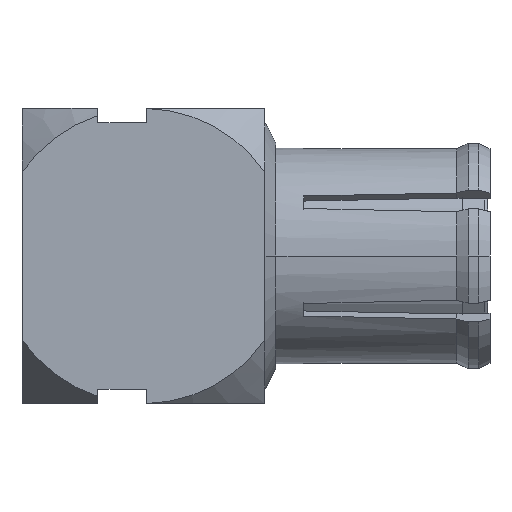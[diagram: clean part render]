
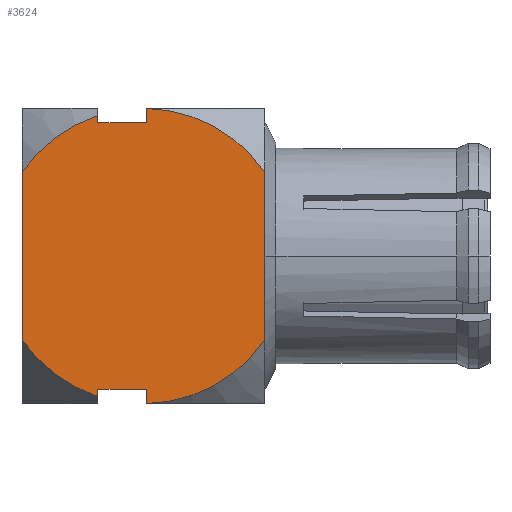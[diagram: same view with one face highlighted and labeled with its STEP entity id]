
A CAD part, left-side view. The second image highlights one B-rep face of the part: STEP entity #3624.
In plain terms, the highlighted planar face has unit normal (-1, 0, 0).
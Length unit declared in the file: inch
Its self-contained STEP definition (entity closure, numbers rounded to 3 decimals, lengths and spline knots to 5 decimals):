
#121 = DIRECTION ( 'NONE',  ( 0., 0., -1. ) ) ;
#232 = VERTEX_POINT ( 'NONE', #3396 ) ;
#276 = ORIENTED_EDGE ( 'NONE', *, *, #4397, .T. ) ;
#349 = CARTESIAN_POINT ( 'NONE',  ( -0.1056, 0.0813, 0.102 ) ) ;
#350 = LINE ( 'NONE', #3179, #767 ) ;
#600 = CARTESIAN_POINT ( 'NONE',  ( -0.1056, 0.2493, 0.102 ) ) ;
#646 = DIRECTION ( 'NONE',  ( 0., 1., 0. ) ) ;
#705 = DIRECTION ( 'NONE',  ( 1., 0., 0. ) ) ;
#719 = VERTEX_POINT ( 'NONE', #2124 ) ;
#759 = CIRCLE ( 'NONE', #4608, 0.102 ) ;
#767 = VECTOR ( 'NONE', #2136, 39.37008 ) ;
#807 = DIRECTION ( 'NONE',  ( 0., -1., 0. ) ) ;
#829 = DIRECTION ( 'NONE',  ( 1., 0., 0. ) ) ;
#832 = VERTEX_POINT ( 'NONE', #4276 ) ;
#853 = EDGE_CURVE ( 'NONE', #4509, #2502, #3829, .T. ) ;
#863 = EDGE_CURVE ( 'NONE', #3529, #3095, #2095, .T. ) ;
#1103 = CARTESIAN_POINT ( 'NONE',  ( -0.10559, 0.1634, 0.10199 ) ) ;
#1143 = EDGE_CURVE ( 'NONE', #4551, #3949, #3481, .T. ) ;
#1209 = DIRECTION ( 'NONE',  ( 1., 0., 0. ) ) ;
#1286 = DIRECTION ( 'NONE',  ( 0., 0., 1. ) ) ;
#1323 = EDGE_CURVE ( 'NONE', #719, #832, #2415, .T. ) ;
#1344 = VECTOR ( 'NONE', #4254, 39.37008 ) ;
#1400 = DIRECTION ( 'NONE',  ( 0., 0., -1. ) ) ;
#1514 = PLANE ( 'NONE',  #1519 ) ;
#1519 = AXIS2_PLACEMENT_3D ( 'NONE', #4319, #705, #3655 ) ;
#1539 = VERTEX_POINT ( 'NONE', #1103 ) ;
#1546 = CARTESIAN_POINT ( 'NONE',  ( -0.1056, 0.0813, -0.092 ) ) ;
#1555 = ORIENTED_EDGE ( 'NONE', *, *, #3222, .T. ) ;
#1708 = DIRECTION ( 'NONE',  ( 0., 0., 1. ) ) ;
#1741 = CIRCLE ( 'NONE', #2499, 0.102 ) ;
#1807 = EDGE_CURVE ( 'NONE', #232, #3529, #2078, .T. ) ;
#1919 = CARTESIAN_POINT ( 'NONE',  ( -0.1056, 0.2493, -0.05786 ) ) ;
#1920 = CARTESIAN_POINT ( 'NONE',  ( -0.1056, 0.2493, 0.05786 ) ) ;
#1968 = ORIENTED_EDGE ( 'NONE', *, *, #1143, .F. ) ;
#1973 = DIRECTION ( 'NONE',  ( 0., 0., -1. ) ) ;
#2008 = ORIENTED_EDGE ( 'NONE', *, *, #4048, .F. ) ;
#2030 = ORIENTED_EDGE ( 'NONE', *, *, #853, .T. ) ;
#2078 = LINE ( 'NONE', #2819, #4673 ) ;
#2095 = LINE ( 'NONE', #4621, #1344 ) ;
#2124 = CARTESIAN_POINT ( 'NONE',  ( -0.1056, 0.0813, -0.05786 ) ) ;
#2136 = DIRECTION ( 'NONE',  ( 0., 0., -1. ) ) ;
#2174 = ORIENTED_EDGE ( 'NONE', *, *, #2917, .T. ) ;
#2215 = FACE_OUTER_BOUND ( 'NONE', #2582, .T. ) ;
#2294 = ORIENTED_EDGE ( 'NONE', *, *, #3539, .F. ) ;
#2333 = CARTESIAN_POINT ( 'NONE',  ( -0.1056, 0.1634, 0.102 ) ) ;
#2389 = EDGE_CURVE ( 'NONE', #3566, #719, #3885, .T. ) ;
#2415 = CIRCLE ( 'NONE', #3311, 0.102 ) ;
#2492 = CARTESIAN_POINT ( 'NONE',  ( -0.1056, 0.1968, 0.102 ) ) ;
#2499 = AXIS2_PLACEMENT_3D ( 'NONE', #4439, #1209, #1973 ) ;
#2502 = VERTEX_POINT ( 'NONE', #1919 ) ;
#2582 = EDGE_LOOP ( 'NONE', ( #1968, #2174, #2008, #3853, #2593, #4549, #276, #2765, #3450, #1555, #2030, #2294 ) ) ;
#2593 = ORIENTED_EDGE ( 'NONE', *, *, #2389, .F. ) ;
#2656 = LINE ( 'NONE', #2333, #3092 ) ;
#2765 = ORIENTED_EDGE ( 'NONE', *, *, #1807, .T. ) ;
#2778 = VECTOR ( 'NONE', #4636, 39.37008 ) ;
#2794 = DIRECTION ( 'NONE',  ( -1., 0., 0. ) ) ;
#2819 = CARTESIAN_POINT ( 'NONE',  ( -0.1056, 0.0813, 0.092 ) ) ;
#2917 = EDGE_CURVE ( 'NONE', #4551, #3571, #4036, .T. ) ;
#2925 = VECTOR ( 'NONE', #3221, 39.37008 ) ;
#3092 = VECTOR ( 'NONE', #1286, 39.37008 ) ;
#3095 = VERTEX_POINT ( 'NONE', #4446 ) ;
#3179 = CARTESIAN_POINT ( 'NONE',  ( -0.1056, 0.1634, 0.102 ) ) ;
#3188 = CARTESIAN_POINT ( 'NONE',  ( -0.1056, 0.1653, 0. ) ) ;
#3221 = DIRECTION ( 'NONE',  ( 0., 0., -1. ) ) ;
#3222 = EDGE_CURVE ( 'NONE', #3095, #4509, #4063, .T. ) ;
#3274 = CARTESIAN_POINT ( 'NONE',  ( -0.1056, 0.1968, -0.092 ) ) ;
#3311 = AXIS2_PLACEMENT_3D ( 'NONE', #3751, #829, #121 ) ;
#3374 = VECTOR ( 'NONE', #4592, 39.37008 ) ;
#3391 = EDGE_CURVE ( 'NONE', #1539, #3566, #1741, .T. ) ;
#3396 = CARTESIAN_POINT ( 'NONE',  ( -0.1056, 0.1634, 0.092 ) ) ;
#3450 = ORIENTED_EDGE ( 'NONE', *, *, #863, .T. ) ;
#3481 = LINE ( 'NONE', #2492, #2778 ) ;
#3499 = CARTESIAN_POINT ( 'NONE',  ( -0.1056, 0.1653, 0. ) ) ;
#3529 = VERTEX_POINT ( 'NONE', #4631 ) ;
#3539 = EDGE_CURVE ( 'NONE', #3949, #2502, #759, .T. ) ;
#3566 = VERTEX_POINT ( 'NONE', #4195 ) ;
#3571 = VERTEX_POINT ( 'NONE', #4563 ) ;
#3624 = ADVANCED_FACE ( 'NONE', ( #2215 ), #1514, .F. ) ;
#3655 = DIRECTION ( 'NONE',  ( 0., 0., -1. ) ) ;
#3751 = CARTESIAN_POINT ( 'NONE',  ( -0.1056, 0.1653, 0. ) ) ;
#3829 = LINE ( 'NONE', #600, #3374 ) ;
#3853 = ORIENTED_EDGE ( 'NONE', *, *, #1323, .F. ) ;
#3885 = LINE ( 'NONE', #349, #2925 ) ;
#3949 = VERTEX_POINT ( 'NONE', #4066 ) ;
#3984 = VECTOR ( 'NONE', #807, 39.37008 ) ;
#4036 = LINE ( 'NONE', #1546, #3984 ) ;
#4048 = EDGE_CURVE ( 'NONE', #832, #3571, #2656, .T. ) ;
#4063 = CIRCLE ( 'NONE', #4374, 0.102 ) ;
#4066 = CARTESIAN_POINT ( 'NONE',  ( -0.1056, 0.1968, -0.09701 ) ) ;
#4195 = CARTESIAN_POINT ( 'NONE',  ( -0.1056, 0.0813, 0.05786 ) ) ;
#4244 = DIRECTION ( 'NONE',  ( 1., 0., 0. ) ) ;
#4254 = DIRECTION ( 'NONE',  ( 0., 0., 1. ) ) ;
#4276 = CARTESIAN_POINT ( 'NONE',  ( -0.10559, 0.1634, -0.10199 ) ) ;
#4319 = CARTESIAN_POINT ( 'NONE',  ( -0.1056, 0.0813, 0.102 ) ) ;
#4374 = AXIS2_PLACEMENT_3D ( 'NONE', #3188, #2794, #1708 ) ;
#4397 = EDGE_CURVE ( 'NONE', #1539, #232, #350, .T. ) ;
#4439 = CARTESIAN_POINT ( 'NONE',  ( -0.1056, 0.1653, 0. ) ) ;
#4446 = CARTESIAN_POINT ( 'NONE',  ( -0.1056, 0.1968, 0.09701 ) ) ;
#4509 = VERTEX_POINT ( 'NONE', #1920 ) ;
#4549 = ORIENTED_EDGE ( 'NONE', *, *, #3391, .F. ) ;
#4551 = VERTEX_POINT ( 'NONE', #3274 ) ;
#4563 = CARTESIAN_POINT ( 'NONE',  ( -0.1056, 0.1634, -0.092 ) ) ;
#4592 = DIRECTION ( 'NONE',  ( 0., 0., -1. ) ) ;
#4608 = AXIS2_PLACEMENT_3D ( 'NONE', #3499, #4244, #1400 ) ;
#4621 = CARTESIAN_POINT ( 'NONE',  ( -0.1056, 0.1968, 0.102 ) ) ;
#4631 = CARTESIAN_POINT ( 'NONE',  ( -0.1056, 0.1968, 0.092 ) ) ;
#4636 = DIRECTION ( 'NONE',  ( 0., 0., -1. ) ) ;
#4673 = VECTOR ( 'NONE', #646, 39.37008 ) ;
